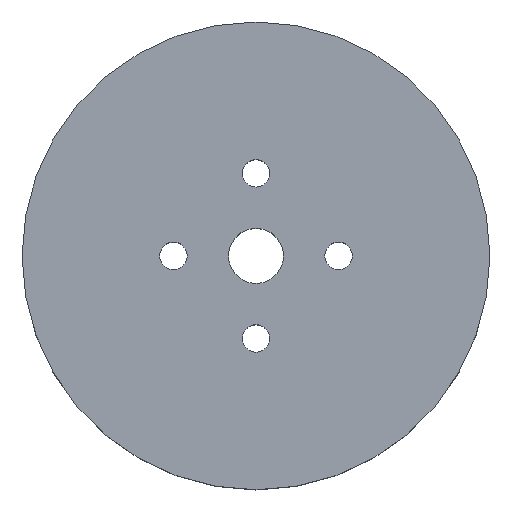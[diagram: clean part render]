
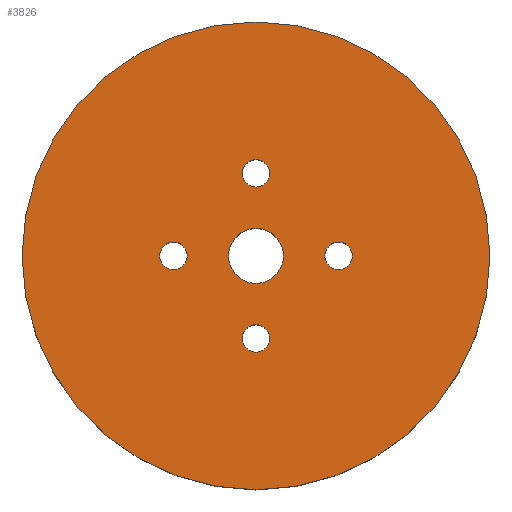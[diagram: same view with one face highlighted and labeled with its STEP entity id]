
A CAD part, top view. The second image highlights one B-rep face of the part: STEP entity #3826.
In plain terms, the highlighted planar face has unit normal (0, 0, 1).
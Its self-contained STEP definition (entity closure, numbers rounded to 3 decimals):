
#9 = CIRCLE ( 'NONE', #398, 2. ) ;
#175 = CARTESIAN_POINT ( 'NONE',  ( -12., 0., 17. ) ) ;
#276 = DIRECTION ( 'NONE',  ( 0., 0., 1. ) ) ;
#386 = VERTEX_POINT ( 'NONE', #2302 ) ;
#398 = AXIS2_PLACEMENT_3D ( 'NONE', #3226, #276, #6856 ) ;
#451 = EDGE_LOOP ( 'NONE', ( #2628, #764 ) ) ;
#500 = ORIENTED_EDGE ( 'NONE', *, *, #6281, .F. ) ;
#616 = CIRCLE ( 'NONE', #5387, 4. ) ;
#665 = FACE_OUTER_BOUND ( 'NONE', #5342, .T. ) ;
#666 = VERTEX_POINT ( 'NONE', #7531 ) ;
#701 = FACE_BOUND ( 'NONE', #4324, .T. ) ;
#743 = CARTESIAN_POINT ( 'NONE',  ( 10., 0., 17. ) ) ;
#764 = ORIENTED_EDGE ( 'NONE', *, *, #3347, .F. ) ;
#805 = DIRECTION ( 'NONE',  ( 1., 0., 0. ) ) ;
#851 = CARTESIAN_POINT ( 'NONE',  ( 0., -12., 17. ) ) ;
#985 = CARTESIAN_POINT ( 'NONE',  ( 4., 0., 17. ) ) ;
#1121 = DIRECTION ( 'NONE',  ( 1., 0., 0. ) ) ;
#1245 = CARTESIAN_POINT ( 'NONE',  ( -14., 0., 17. ) ) ;
#1318 = FACE_BOUND ( 'NONE', #1856, .T. ) ;
#1360 = CARTESIAN_POINT ( 'NONE',  ( 0., 0., 17. ) ) ;
#1374 = VERTEX_POINT ( 'NONE', #6470 ) ;
#1593 = DIRECTION ( 'NONE',  ( 0., 0., 1. ) ) ;
#1706 = ORIENTED_EDGE ( 'NONE', *, *, #3576, .F. ) ;
#1728 = CARTESIAN_POINT ( 'NONE',  ( 0., 0., 17. ) ) ;
#1742 = VERTEX_POINT ( 'NONE', #743 ) ;
#1759 = AXIS2_PLACEMENT_3D ( 'NONE', #175, #5618, #1948 ) ;
#1762 = DIRECTION ( 'NONE',  ( 1., 0., 0. ) ) ;
#1839 = FACE_BOUND ( 'NONE', #2164, .T. ) ;
#1856 = EDGE_LOOP ( 'NONE', ( #5286, #2352 ) ) ;
#1894 = AXIS2_PLACEMENT_3D ( 'NONE', #3958, #3165, #805 ) ;
#1930 = EDGE_CURVE ( 'NONE', #666, #1742, #6843, .T. ) ;
#1940 = EDGE_CURVE ( 'NONE', #2380, #1950, #5206, .T. ) ;
#1948 = DIRECTION ( 'NONE',  ( 1., 0., 0. ) ) ;
#1950 = VERTEX_POINT ( 'NONE', #2950 ) ;
#2123 = EDGE_CURVE ( 'NONE', #3848, #2502, #5796, .T. ) ;
#2164 = EDGE_LOOP ( 'NONE', ( #4136, #4713 ) ) ;
#2263 = CARTESIAN_POINT ( 'NONE',  ( 0., 12., 17. ) ) ;
#2302 = CARTESIAN_POINT ( 'NONE',  ( -34., 0., 17. ) ) ;
#2305 = DIRECTION ( 'NONE',  ( 0., 0., 1. ) ) ;
#2349 = EDGE_CURVE ( 'NONE', #4983, #4773, #2899, .T. ) ;
#2352 = ORIENTED_EDGE ( 'NONE', *, *, #2123, .F. ) ;
#2380 = VERTEX_POINT ( 'NONE', #2861 ) ;
#2415 = DIRECTION ( 'NONE',  ( 1., 0., 0. ) ) ;
#2492 = ORIENTED_EDGE ( 'NONE', *, *, #1930, .F. ) ;
#2502 = VERTEX_POINT ( 'NONE', #7037 ) ;
#2628 = ORIENTED_EDGE ( 'NONE', *, *, #2349, .F. ) ;
#2764 = ORIENTED_EDGE ( 'NONE', *, *, #5879, .F. ) ;
#2825 = CARTESIAN_POINT ( 'NONE',  ( 0., 0., 17. ) ) ;
#2861 = CARTESIAN_POINT ( 'NONE',  ( -2., 12., 17. ) ) ;
#2863 = AXIS2_PLACEMENT_3D ( 'NONE', #2263, #4708, #1121 ) ;
#2899 = CIRCLE ( 'NONE', #7301, 2. ) ;
#2950 = CARTESIAN_POINT ( 'NONE',  ( 2., 12., 17. ) ) ;
#3021 = CARTESIAN_POINT ( 'NONE',  ( 0., 12., 17. ) ) ;
#3030 = CIRCLE ( 'NONE', #7437, 2. ) ;
#3103 = PLANE ( 'NONE',  #5541 ) ;
#3165 = DIRECTION ( 'NONE',  ( 0., 0., 1. ) ) ;
#3182 = FACE_BOUND ( 'NONE', #5704, .T. ) ;
#3226 = CARTESIAN_POINT ( 'NONE',  ( 12., 0., 17. ) ) ;
#3257 = DIRECTION ( 'NONE',  ( 1., 0., 0. ) ) ;
#3293 = CIRCLE ( 'NONE', #5178, 34. ) ;
#3347 = EDGE_CURVE ( 'NONE', #4773, #4983, #3030, .T. ) ;
#3473 = DIRECTION ( 'NONE',  ( 0., 0., 1. ) ) ;
#3576 = EDGE_CURVE ( 'NONE', #1742, #666, #9, .T. ) ;
#3820 = AXIS2_PLACEMENT_3D ( 'NONE', #3021, #4092, #4238 ) ;
#3826 = ADVANCED_FACE ( 'NONE', ( #3182, #6726, #1318, #1839, #701, #665 ), #3103, .T. ) ;
#3848 = VERTEX_POINT ( 'NONE', #1245 ) ;
#3895 = DIRECTION ( 'NONE',  ( 0., 0., 1. ) ) ;
#3958 = CARTESIAN_POINT ( 'NONE',  ( -12., 0., 17. ) ) ;
#4092 = DIRECTION ( 'NONE',  ( 0., 0., 1. ) ) ;
#4136 = ORIENTED_EDGE ( 'NONE', *, *, #5962, .F. ) ;
#4137 = CARTESIAN_POINT ( 'NONE',  ( 0., -12., 17. ) ) ;
#4164 = CIRCLE ( 'NONE', #5811, 4. ) ;
#4238 = DIRECTION ( 'NONE',  ( 1., 0., 0. ) ) ;
#4324 = EDGE_LOOP ( 'NONE', ( #500, #2764 ) ) ;
#4560 = AXIS2_PLACEMENT_3D ( 'NONE', #6592, #2305, #2415 ) ;
#4668 = DIRECTION ( 'NONE',  ( 1., 0., 0. ) ) ;
#4708 = DIRECTION ( 'NONE',  ( 0., 0., 1. ) ) ;
#4713 = ORIENTED_EDGE ( 'NONE', *, *, #1940, .F. ) ;
#4773 = VERTEX_POINT ( 'NONE', #6103 ) ;
#4801 = VERTEX_POINT ( 'NONE', #985 ) ;
#4983 = VERTEX_POINT ( 'NONE', #5320 ) ;
#5178 = AXIS2_PLACEMENT_3D ( 'NONE', #6418, #3895, #5233 ) ;
#5206 = CIRCLE ( 'NONE', #3820, 2. ) ;
#5233 = DIRECTION ( 'NONE',  ( 1., 0., 0. ) ) ;
#5286 = ORIENTED_EDGE ( 'NONE', *, *, #6242, .F. ) ;
#5295 = CARTESIAN_POINT ( 'NONE',  ( 34., 0., 17. ) ) ;
#5296 = CIRCLE ( 'NONE', #1894, 2. ) ;
#5313 = CIRCLE ( 'NONE', #4560, 34. ) ;
#5320 = CARTESIAN_POINT ( 'NONE',  ( 2., -12., 17. ) ) ;
#5342 = EDGE_LOOP ( 'NONE', ( #7787, #6458 ) ) ;
#5385 = DIRECTION ( 'NONE',  ( 1., 0., 0. ) ) ;
#5387 = AXIS2_PLACEMENT_3D ( 'NONE', #2825, #5892, #4668 ) ;
#5458 = AXIS2_PLACEMENT_3D ( 'NONE', #6495, #7242, #5385 ) ;
#5541 = AXIS2_PLACEMENT_3D ( 'NONE', #1360, #6057, #6095 ) ;
#5618 = DIRECTION ( 'NONE',  ( 0., 0., 1. ) ) ;
#5704 = EDGE_LOOP ( 'NONE', ( #2492, #1706 ) ) ;
#5796 = CIRCLE ( 'NONE', #1759, 2. ) ;
#5811 = AXIS2_PLACEMENT_3D ( 'NONE', #1728, #6580, #1762 ) ;
#5879 = EDGE_CURVE ( 'NONE', #1374, #4801, #616, .T. ) ;
#5892 = DIRECTION ( 'NONE',  ( 0., 0., 1. ) ) ;
#5908 = VERTEX_POINT ( 'NONE', #5295 ) ;
#5962 = EDGE_CURVE ( 'NONE', #1950, #2380, #6633, .T. ) ;
#6057 = DIRECTION ( 'NONE',  ( 0., 0., 1. ) ) ;
#6095 = DIRECTION ( 'NONE',  ( 1., 0., 0. ) ) ;
#6103 = CARTESIAN_POINT ( 'NONE',  ( -2., -12., 17. ) ) ;
#6242 = EDGE_CURVE ( 'NONE', #2502, #3848, #5296, .T. ) ;
#6281 = EDGE_CURVE ( 'NONE', #4801, #1374, #4164, .T. ) ;
#6418 = CARTESIAN_POINT ( 'NONE',  ( 0., 0., 17. ) ) ;
#6458 = ORIENTED_EDGE ( 'NONE', *, *, #6599, .T. ) ;
#6470 = CARTESIAN_POINT ( 'NONE',  ( -4., 0., 17. ) ) ;
#6495 = CARTESIAN_POINT ( 'NONE',  ( 12., 0., 17. ) ) ;
#6580 = DIRECTION ( 'NONE',  ( 0., 0., 1. ) ) ;
#6592 = CARTESIAN_POINT ( 'NONE',  ( 0., 0., 17. ) ) ;
#6599 = EDGE_CURVE ( 'NONE', #5908, #386, #3293, .T. ) ;
#6633 = CIRCLE ( 'NONE', #2863, 2. ) ;
#6726 = FACE_BOUND ( 'NONE', #451, .T. ) ;
#6843 = CIRCLE ( 'NONE', #5458, 2. ) ;
#6856 = DIRECTION ( 'NONE',  ( 1., 0., 0. ) ) ;
#7037 = CARTESIAN_POINT ( 'NONE',  ( -10., 0., 17. ) ) ;
#7242 = DIRECTION ( 'NONE',  ( 0., 0., 1. ) ) ;
#7301 = AXIS2_PLACEMENT_3D ( 'NONE', #851, #1593, #3257 ) ;
#7437 = AXIS2_PLACEMENT_3D ( 'NONE', #4137, #3473, #7693 ) ;
#7531 = CARTESIAN_POINT ( 'NONE',  ( 14., 0., 17. ) ) ;
#7668 = EDGE_CURVE ( 'NONE', #386, #5908, #5313, .T. ) ;
#7693 = DIRECTION ( 'NONE',  ( 1., 0., 0. ) ) ;
#7787 = ORIENTED_EDGE ( 'NONE', *, *, #7668, .T. ) ;
